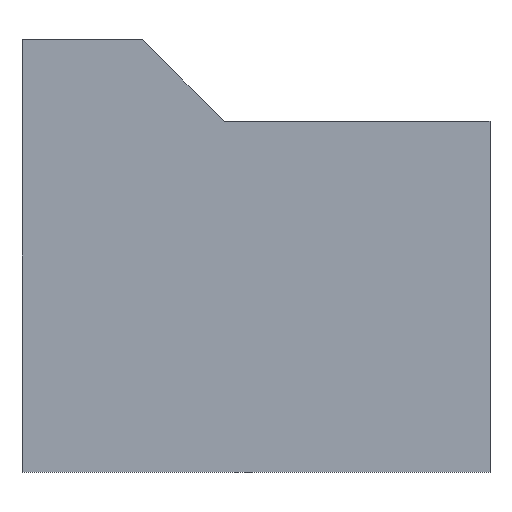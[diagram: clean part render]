
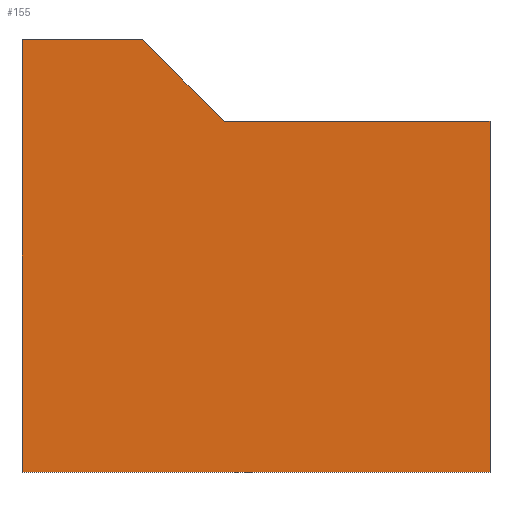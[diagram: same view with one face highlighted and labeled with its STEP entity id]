
A CAD part, front view. The second image highlights one B-rep face of the part: STEP entity #155.
In plain terms, the highlighted planar face has unit normal (0, -1, 0).
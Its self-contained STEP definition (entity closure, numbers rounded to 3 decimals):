
#7 = VERTEX_POINT ( 'NONE', #140 ) ;
#9 = VERTEX_POINT ( 'NONE', #144 ) ;
#11 = VERTEX_POINT ( 'NONE', #139 ) ;
#12 = VERTEX_POINT ( 'NONE', #134 ) ;
#13 = VERTEX_POINT ( 'NONE', #133 ) ;
#14 = VERTEX_POINT ( 'NONE', #132 ) ;
#45 = ORIENTED_EDGE ( 'NONE', *, *, #197, .F. ) ;
#46 = ORIENTED_EDGE ( 'NONE', *, *, #212, .F. ) ;
#47 = ORIENTED_EDGE ( 'NONE', *, *, #209, .F. ) ;
#48 = ORIENTED_EDGE ( 'NONE', *, *, #206, .F. ) ;
#49 = ORIENTED_EDGE ( 'NONE', *, *, #203, .F. ) ;
#50 = ORIENTED_EDGE ( 'NONE', *, *, #198, .F. ) ;
#58 = EDGE_LOOP ( 'NONE', ( #45, #46, #47, #48, #49, #50 ) ) ;
#64 = DIRECTION ( 'NONE',  ( 1., 0., 0. ) ) ;
#65 = CARTESIAN_POINT ( 'NONE',  ( 43.25, 0., -17.5 ) ) ;
#70 = DIRECTION ( 'NONE',  ( 0.707, 0., -0.707 ) ) ;
#71 = CARTESIAN_POINT ( 'NONE',  ( 25.75, 0., 0. ) ) ;
#81 = DIRECTION ( 'NONE',  ( 1., 0., 0. ) ) ;
#83 = DIRECTION ( 'NONE',  ( 0., 0., 1. ) ) ;
#85 = DIRECTION ( 'NONE',  ( -1., 0., 0. ) ) ;
#86 = CARTESIAN_POINT ( 'NONE',  ( 0., 0., 0. ) ) ;
#87 = CARTESIAN_POINT ( 'NONE',  ( 0., 0., -92.5 ) ) ;
#98 = DIRECTION ( 'NONE',  ( 0., 0., -1. ) ) ;
#100 = DIRECTION ( 'NONE',  ( 0., 0., 1. ) ) ;
#101 = DIRECTION ( 'NONE',  ( 0., 1., 0. ) ) ;
#106 = CARTESIAN_POINT ( 'NONE',  ( 0., 0., 0. ) ) ;
#107 = PLANE ( 'NONE',  #189 ) ;
#132 = CARTESIAN_POINT ( 'NONE',  ( 0., 0., 0. ) ) ;
#133 = CARTESIAN_POINT ( 'NONE',  ( 100., 0., -92.5 ) ) ;
#134 = CARTESIAN_POINT ( 'NONE',  ( 100., 0., -17.5 ) ) ;
#138 = CARTESIAN_POINT ( 'NONE',  ( 100., 0., -17.5 ) ) ;
#139 = CARTESIAN_POINT ( 'NONE',  ( 0., 0., -92.5 ) ) ;
#140 = CARTESIAN_POINT ( 'NONE',  ( 25.75, 0., 0. ) ) ;
#144 = CARTESIAN_POINT ( 'NONE',  ( 43.25, 0., -17.5 ) ) ;
#148 = CARTESIAN_POINT ( 'NONE',  ( 100., 0., -92.5 ) ) ;
#155 = ADVANCED_FACE ( 'NONE', ( #268 ), #107, .F. ) ;
#189 = AXIS2_PLACEMENT_3D ( 'NONE', #106, #101, #100 ) ;
#197 = EDGE_CURVE ( 'NONE', #11, #14, #262, .T. ) ;
#198 = EDGE_CURVE ( 'NONE', #14, #7, #260, .T. ) ;
#203 = EDGE_CURVE ( 'NONE', #7, #9, #246, .T. ) ;
#206 = EDGE_CURVE ( 'NONE', #9, #12, #240, .T. ) ;
#209 = EDGE_CURVE ( 'NONE', #12, #13, #234, .T. ) ;
#212 = EDGE_CURVE ( 'NONE', #13, #11, #229, .T. ) ;
#226 = VECTOR ( 'NONE', #85, 1000. ) ;
#229 = LINE ( 'NONE', #148, #226 ) ;
#231 = VECTOR ( 'NONE', #98, 1000. ) ;
#234 = LINE ( 'NONE', #138, #231 ) ;
#237 = VECTOR ( 'NONE', #64, 1000. ) ;
#240 = LINE ( 'NONE', #65, #237 ) ;
#243 = VECTOR ( 'NONE', #70, 1000. ) ;
#246 = LINE ( 'NONE', #71, #243 ) ;
#253 = VECTOR ( 'NONE', #81, 1000. ) ;
#255 = VECTOR ( 'NONE', #83, 1000. ) ;
#260 = LINE ( 'NONE', #86, #253 ) ;
#262 = LINE ( 'NONE', #87, #255 ) ;
#268 = FACE_OUTER_BOUND ( 'NONE', #58, .T. ) ;
